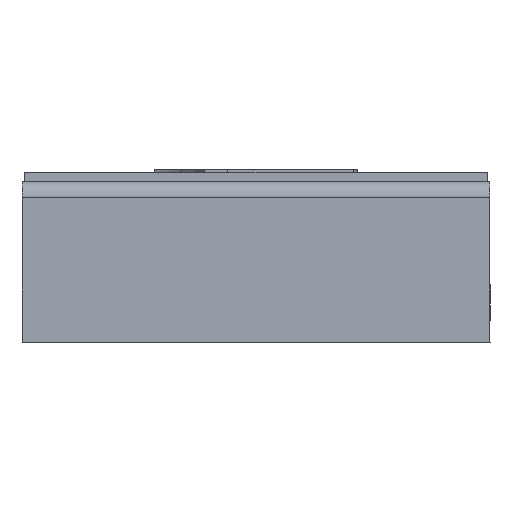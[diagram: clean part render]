
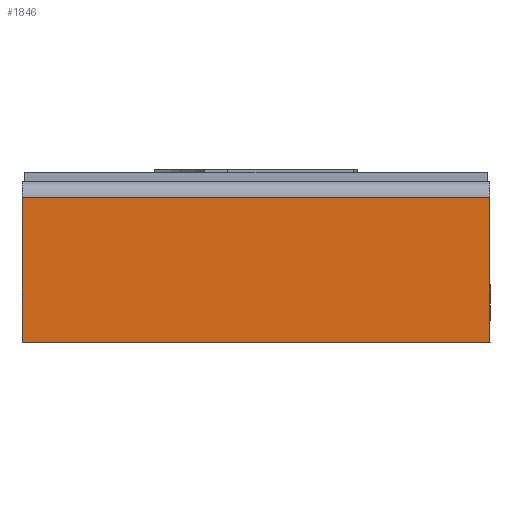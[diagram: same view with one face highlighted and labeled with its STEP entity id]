
A CAD part, left-side view. The second image highlights one B-rep face of the part: STEP entity #1846.
In plain terms, the highlighted planar face has unit normal (-1, 0, 0).
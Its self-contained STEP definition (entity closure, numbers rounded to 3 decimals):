
#220=PLANE('',#1975);
#265=FACE_OUTER_BOUND('',#372,.T.);
#372=EDGE_LOOP('',(#1291,#1292,#1293,#1294));
#479=LINE('',#2293,#637);
#492=LINE('',#2320,#650);
#493=LINE('',#2322,#651);
#494=LINE('',#2323,#652);
#637=VECTOR('',#2030,10.);
#650=VECTOR('',#2053,10.);
#651=VECTOR('',#2054,10.);
#652=VECTOR('',#2055,10.);
#798=VERTEX_POINT('',#2286);
#801=VERTEX_POINT('',#2291);
#810=VERTEX_POINT('',#2319);
#811=VERTEX_POINT('',#2321);
#990=EDGE_CURVE('',#801,#798,#479,.T.);
#1003=EDGE_CURVE('',#810,#801,#492,.T.);
#1004=EDGE_CURVE('',#810,#811,#493,.T.);
#1005=EDGE_CURVE('',#811,#798,#494,.T.);
#1291=ORIENTED_EDGE('',*,*,#990,.F.);
#1292=ORIENTED_EDGE('',*,*,#1003,.F.);
#1293=ORIENTED_EDGE('',*,*,#1004,.T.);
#1294=ORIENTED_EDGE('',*,*,#1005,.T.);
#1846=ADVANCED_FACE('',(#265),#220,.T.);
#1975=AXIS2_PLACEMENT_3D('',#2318,#2051,#2052);
#2030=DIRECTION('',(0.,-1.,0.));
#2051=DIRECTION('center_axis',(-1.,0.,0.));
#2052=DIRECTION('ref_axis',(0.,-1.,0.));
#2053=DIRECTION('',(0.,0.,1.));
#2054=DIRECTION('',(0.,-1.,0.));
#2055=DIRECTION('',(0.,0.,1.));
#2286=CARTESIAN_POINT('',(-1.6,-0.8,0.495));
#2291=CARTESIAN_POINT('',(-1.6,0.8,0.495));
#2293=CARTESIAN_POINT('',(-1.6,0.4,0.495));
#2318=CARTESIAN_POINT('Origin',(-1.6,0.8,0.));
#2319=CARTESIAN_POINT('',(-1.6,0.8,0.));
#2320=CARTESIAN_POINT('',(-1.6,0.8,0.));
#2321=CARTESIAN_POINT('',(-1.6,-0.8,0.));
#2322=CARTESIAN_POINT('',(-1.6,0.8,0.));
#2323=CARTESIAN_POINT('',(-1.6,-0.8,0.));
